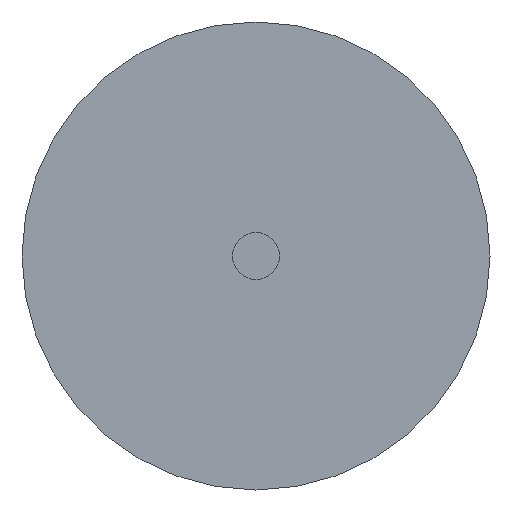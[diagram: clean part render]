
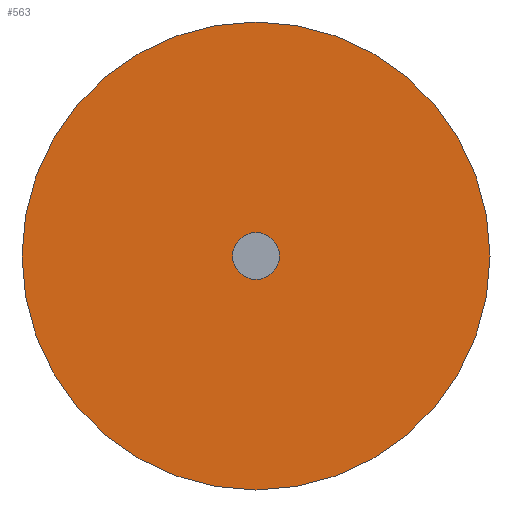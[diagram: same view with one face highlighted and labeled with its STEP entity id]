
A CAD part, front view. The second image highlights one B-rep face of the part: STEP entity #563.
In plain terms, the highlighted planar face has unit normal (0, -1, 0).
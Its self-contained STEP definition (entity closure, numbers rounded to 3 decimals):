
#3 = CIRCLE ( 'NONE', #845, 5. ) ;
#99 = ORIENTED_EDGE ( 'NONE', *, *, #678, .T. ) ;
#112 = CARTESIAN_POINT ( 'NONE',  ( 0., 0., 0. ) ) ;
#123 = CARTESIAN_POINT ( 'NONE',  ( 0., 0., 0. ) ) ;
#129 = CARTESIAN_POINT ( 'NONE',  ( 0., 0., 0. ) ) ;
#133 = DIRECTION ( 'NONE',  ( 1., 0., 0. ) ) ;
#151 = CIRCLE ( 'NONE', #420, 5. ) ;
#192 = CARTESIAN_POINT ( 'NONE',  ( 5., 0., 0. ) ) ;
#206 = EDGE_CURVE ( 'NONE', #851, #430, #810, .T. ) ;
#299 = VERTEX_POINT ( 'NONE', #570 ) ;
#318 = DIRECTION ( 'NONE',  ( 0., -1., 0. ) ) ;
#323 = DIRECTION ( 'NONE',  ( 1., 0., 0. ) ) ;
#337 = ORIENTED_EDGE ( 'NONE', *, *, #206, .T. ) ;
#347 = AXIS2_PLACEMENT_3D ( 'NONE', #545, #801, #652 ) ;
#382 = CARTESIAN_POINT ( 'NONE',  ( -50., 0., 0. ) ) ;
#420 = AXIS2_PLACEMENT_3D ( 'NONE', #561, #754, #758 ) ;
#430 = VERTEX_POINT ( 'NONE', #635 ) ;
#439 = EDGE_LOOP ( 'NONE', ( #99, #337 ) ) ;
#445 = AXIS2_PLACEMENT_3D ( 'NONE', #129, #665, #133 ) ;
#471 = PLANE ( 'NONE',  #347 ) ;
#519 = EDGE_LOOP ( 'NONE', ( #736, #828 ) ) ;
#527 = AXIS2_PLACEMENT_3D ( 'NONE', #123, #636, #323 ) ;
#545 = CARTESIAN_POINT ( 'NONE',  ( -50., 0., 0. ) ) ;
#552 = CIRCLE ( 'NONE', #527, 50. ) ;
#561 = CARTESIAN_POINT ( 'NONE',  ( 0., 0., 0. ) ) ;
#563 = ADVANCED_FACE ( 'NONE', ( #852, #860 ), #471, .F. ) ;
#570 = CARTESIAN_POINT ( 'NONE',  ( -5., 0., 0. ) ) ;
#595 = DIRECTION ( 'NONE',  ( 1., 0., 0. ) ) ;
#617 = EDGE_CURVE ( 'NONE', #772, #299, #151, .T. ) ;
#635 = CARTESIAN_POINT ( 'NONE',  ( 50., 0., 0. ) ) ;
#636 = DIRECTION ( 'NONE',  ( 0., -1., 0. ) ) ;
#652 = DIRECTION ( 'NONE',  ( -1., 0., 0. ) ) ;
#665 = DIRECTION ( 'NONE',  ( 0., -1., 0. ) ) ;
#678 = EDGE_CURVE ( 'NONE', #430, #851, #552, .T. ) ;
#736 = ORIENTED_EDGE ( 'NONE', *, *, #617, .F. ) ;
#754 = DIRECTION ( 'NONE',  ( 0., -1., 0. ) ) ;
#758 = DIRECTION ( 'NONE',  ( 1., 0., 0. ) ) ;
#772 = VERTEX_POINT ( 'NONE', #192 ) ;
#796 = EDGE_CURVE ( 'NONE', #299, #772, #3, .T. ) ;
#801 = DIRECTION ( 'NONE',  ( 0., 1., 0. ) ) ;
#810 = CIRCLE ( 'NONE', #445, 50. ) ;
#828 = ORIENTED_EDGE ( 'NONE', *, *, #796, .F. ) ;
#845 = AXIS2_PLACEMENT_3D ( 'NONE', #112, #318, #595 ) ;
#851 = VERTEX_POINT ( 'NONE', #382 ) ;
#852 = FACE_BOUND ( 'NONE', #519, .T. ) ;
#860 = FACE_OUTER_BOUND ( 'NONE', #439, .T. ) ;
